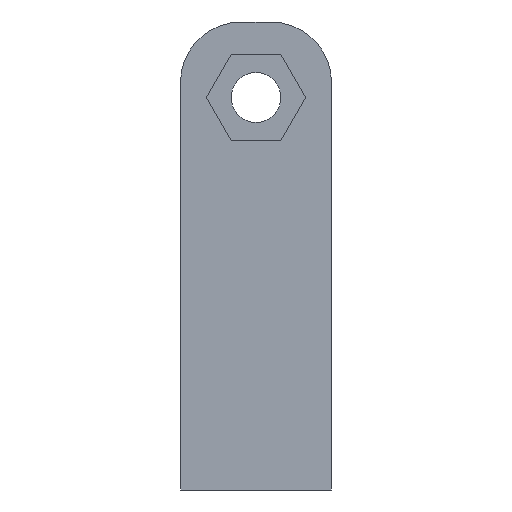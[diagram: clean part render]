
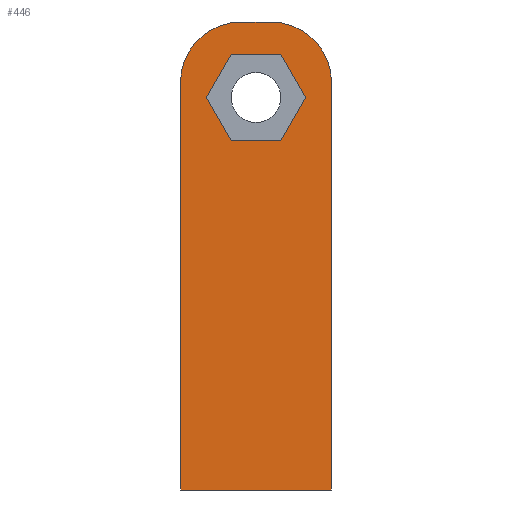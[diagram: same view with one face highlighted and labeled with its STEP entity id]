
A CAD part, front view. The second image highlights one B-rep face of the part: STEP entity #446.
In plain terms, the highlighted planar face has unit normal (0, -1, 0).
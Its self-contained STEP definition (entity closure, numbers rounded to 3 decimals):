
#15=FACE_BOUND('',#66,.T.);
#23=PLANE('',#495);
#41=FACE_OUTER_BOUND('',#65,.T.);
#65=EDGE_LOOP('',(#323,#324,#325,#326,#327,#328));
#66=EDGE_LOOP('',(#329,#330,#331,#332,#333,#334));
#96=LINE('',#668,#145);
#103=LINE('',#682,#152);
#104=LINE('',#686,#153);
#105=LINE('',#687,#154);
#106=LINE('',#690,#155);
#107=LINE('',#692,#156);
#108=LINE('',#694,#157);
#109=LINE('',#696,#158);
#110=LINE('',#698,#159);
#111=LINE('',#699,#160);
#145=VECTOR('',#541,10.);
#152=VECTOR('',#550,10.);
#153=VECTOR('',#553,10.);
#154=VECTOR('',#554,10.);
#155=VECTOR('',#555,10.);
#156=VECTOR('',#556,10.);
#157=VECTOR('',#557,10.);
#158=VECTOR('',#558,10.);
#159=VECTOR('',#559,10.);
#160=VECTOR('',#560,10.);
#192=CIRCLE('',#492,4.);
#194=CIRCLE('',#496,4.);
#206=VERTEX_POINT('',#658);
#207=VERTEX_POINT('',#659);
#210=VERTEX_POINT('',#667);
#216=VERTEX_POINT('',#681);
#217=VERTEX_POINT('',#683);
#218=VERTEX_POINT('',#685);
#219=VERTEX_POINT('',#688);
#220=VERTEX_POINT('',#689);
#221=VERTEX_POINT('',#691);
#222=VERTEX_POINT('',#693);
#223=VERTEX_POINT('',#695);
#224=VERTEX_POINT('',#697);
#248=EDGE_CURVE('',#206,#207,#192,.T.);
#252=EDGE_CURVE('',#210,#207,#96,.T.);
#259=EDGE_CURVE('',#216,#206,#103,.F.);
#260=EDGE_CURVE('',#217,#216,#194,.T.);
#261=EDGE_CURVE('',#217,#218,#104,.T.);
#262=EDGE_CURVE('',#218,#210,#105,.F.);
#263=EDGE_CURVE('',#219,#220,#106,.T.);
#264=EDGE_CURVE('',#220,#221,#107,.T.);
#265=EDGE_CURVE('',#221,#222,#108,.T.);
#266=EDGE_CURVE('',#222,#223,#109,.T.);
#267=EDGE_CURVE('',#223,#224,#110,.T.);
#268=EDGE_CURVE('',#224,#219,#111,.T.);
#323=ORIENTED_EDGE('',*,*,#248,.F.);
#324=ORIENTED_EDGE('',*,*,#259,.F.);
#325=ORIENTED_EDGE('',*,*,#260,.F.);
#326=ORIENTED_EDGE('',*,*,#261,.T.);
#327=ORIENTED_EDGE('',*,*,#262,.T.);
#328=ORIENTED_EDGE('',*,*,#252,.T.);
#329=ORIENTED_EDGE('',*,*,#263,.T.);
#330=ORIENTED_EDGE('',*,*,#264,.T.);
#331=ORIENTED_EDGE('',*,*,#265,.T.);
#332=ORIENTED_EDGE('',*,*,#266,.T.);
#333=ORIENTED_EDGE('',*,*,#267,.T.);
#334=ORIENTED_EDGE('',*,*,#268,.T.);
#446=ADVANCED_FACE('',(#41,#15),#23,.T.);
#492=AXIS2_PLACEMENT_3D('',#660,#533,#534);
#495=AXIS2_PLACEMENT_3D('',#680,#548,#549);
#496=AXIS2_PLACEMENT_3D('',#684,#551,#552);
#533=DIRECTION('center_axis',(0.,1.,0.));
#534=DIRECTION('ref_axis',(0.707,0.,0.707));
#541=DIRECTION('',(0.,0.,1.));
#548=DIRECTION('center_axis',(0.,-1.,0.));
#549=DIRECTION('ref_axis',(1.,0.,0.));
#550=DIRECTION('',(-1.,0.,0.));
#551=DIRECTION('center_axis',(0.,1.,0.));
#552=DIRECTION('ref_axis',(-0.707,0.,0.707));
#553=DIRECTION('',(0.,0.,-1.));
#554=DIRECTION('',(-1.,0.,0.));
#555=DIRECTION('',(1.,0.,0.));
#556=DIRECTION('',(0.5,0.,-0.866));
#557=DIRECTION('',(-0.5,0.,-0.866));
#558=DIRECTION('',(-1.,0.,0.));
#559=DIRECTION('',(-0.5,0.,0.866));
#560=DIRECTION('',(0.5,0.,0.866));
#658=CARTESIAN_POINT('',(1.,-9.5,27.));
#659=CARTESIAN_POINT('',(5.,-9.5,23.));
#660=CARTESIAN_POINT('Origin',(1.,-9.5,23.));
#667=CARTESIAN_POINT('',(5.,-9.5,-4.));
#668=CARTESIAN_POINT('',(5.,-9.5,13.5));
#680=CARTESIAN_POINT('Origin',(-5.,-9.5,0.));
#681=CARTESIAN_POINT('',(-1.,-9.5,27.));
#682=CARTESIAN_POINT('',(-2.5,-9.5,27.));
#683=CARTESIAN_POINT('',(-5.,-9.5,23.));
#684=CARTESIAN_POINT('Origin',(-1.,-9.5,23.));
#685=CARTESIAN_POINT('',(-5.,-9.5,-4.));
#686=CARTESIAN_POINT('',(-5.,-9.5,-2.));
#687=CARTESIAN_POINT('',(-2.5,-9.5,-4.));
#688=CARTESIAN_POINT('',(-1.645,-9.5,24.85));
#689=CARTESIAN_POINT('',(1.645,-9.5,24.85));
#690=CARTESIAN_POINT('',(-3.323,-9.5,24.85));
#691=CARTESIAN_POINT('',(3.291,-9.5,22.));
#692=CARTESIAN_POINT('',(6.195,-9.5,16.97));
#693=CARTESIAN_POINT('',(1.645,-9.5,19.15));
#694=CARTESIAN_POINT('',(-2.509,-9.5,11.955));
#695=CARTESIAN_POINT('',(-1.645,-9.5,19.15));
#696=CARTESIAN_POINT('',(-1.677,-9.5,19.15));
#697=CARTESIAN_POINT('',(-3.291,-9.5,22.));
#698=CARTESIAN_POINT('',(2.081,-9.5,12.695));
#699=CARTESIAN_POINT('',(-8.268,-9.5,13.38));
